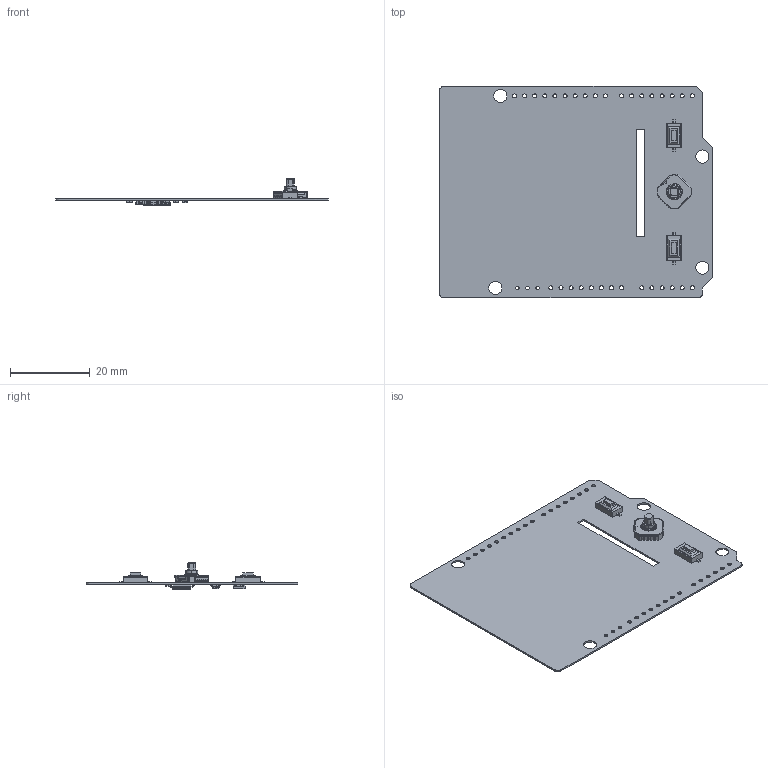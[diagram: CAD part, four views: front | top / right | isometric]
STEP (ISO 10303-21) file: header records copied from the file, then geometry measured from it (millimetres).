
FILE_DESCRIPTION(('Open CASCADE Model'),'2;1');
FILE_NAME('Open CASCADE Shape Model','2023-04-27T16:35:29',('Author'),( 'Open CASCADE'),'Open CASCADE STEP processor 7.5','Open CASCADE 7.5' ,'Unknown');
FILE_SCHEMA(('AUTOMOTIVE_DESIGN { 1 0 10303 214 1 1 1 1 }'));
Length unit declared in the file: millimetre
Products named in the file (32): PCB; Board; Open CASCADE STEP translator 7.5 2.1.1; BT1; Tactile_SMD_3x6x2.5mm; U3; SKRHABE010; BT2; R5; SW3DPS-RESISTOR 0603-DEFAULT; R4; U2; User Library-tssop-20-1; R3; C5; C4; C3; C2; C1; U1; CircuitWorks-SOT-23-5; L1; User Library-LED_0603_R; User Library-LED_0603_R_Pocket002; User Library-LED_0603_R_Pad004; User Library-LED_0603_R_Fillet; User Library-LED_0603_R_Pocket001; User Library-LED_0603_R_Pad; TR1; User Library-SOT95P240X110-3M[SOT23-3_TO-236AB]; R1; R2
Assembly tree (41 placements, depth 4):
  PCB
    Board
      Open CASCADE STEP translator 7.5 2.1.1
    BT1
      Tactile_SMD_3x6x2.5mm
    U3
      SKRHABE010
    BT2
      Tactile_SMD_3x6x2.5mm
    R5
      SW3DPS-RESISTOR 0603-DEFAULT
    R4
      SW3DPS-RESISTOR 0603-DEFAULT
    U2
      User Library-tssop-20-1
    R3
      SW3DPS-RESISTOR 0603-DEFAULT
    C5
      SW3DPS-RESISTOR 0603-DEFAULT
    C4
      SW3DPS-RESISTOR 0603-DEFAULT
    C3
      SW3DPS-RESISTOR 0603-DEFAULT
    C2
      SW3DPS-RESISTOR 0603-DEFAULT
    C1
      SW3DPS-RESISTOR 0603-DEFAULT
    U1
      CircuitWorks-SOT-23-5
    L1
      User Library-LED_0603_R
        User Library-LED_0603_R_Pocket002
        User Library-LED_0603_R_Pad004
        User Library-LED_0603_R_Fillet
        User Library-LED_0603_R_Pocket001
        User Library-LED_0603_R_Pad
    TR1
      User Library-SOT95P240X110-3M[SOT23-3_TO-236AB]
    R1
      SW3DPS-RESISTOR 0603-DEFAULT
    R2
      SW3DPS-RESISTOR 0603-DEFAULT
Bounding box: 68.56 x 53.3 x 6.61 mm (x, y, z)
Volume: 1665 mm3; surface area: 7751.3 mm2
Topology: 21 solids, 22 shells, 1393 faces, 3584 edges, 2268 vertices
Faces by surface type: plane 896, cylinder 273, bspline 188, sphere 24, cone 12
Full cylindrical faces by diameter (mm): 0.9 x4, 1 x4, 1.016 x32, 1.2 x1, 3.3 x4
Entity records: 51966 total; most frequent: CARTESIAN_POINT 17319, ORIENTED_EDGE 6242, DIRECTION 5362, EDGE_CURVE 3122, LINE 2204, VECTOR 2204, VERTEX_POINT 1980, AXIS2_PLACEMENT_3D 1579
